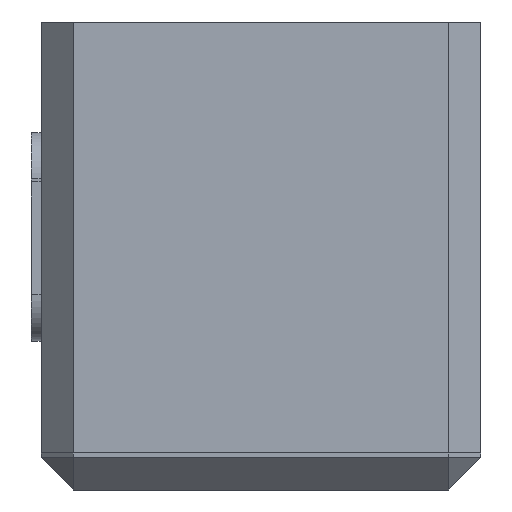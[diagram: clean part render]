
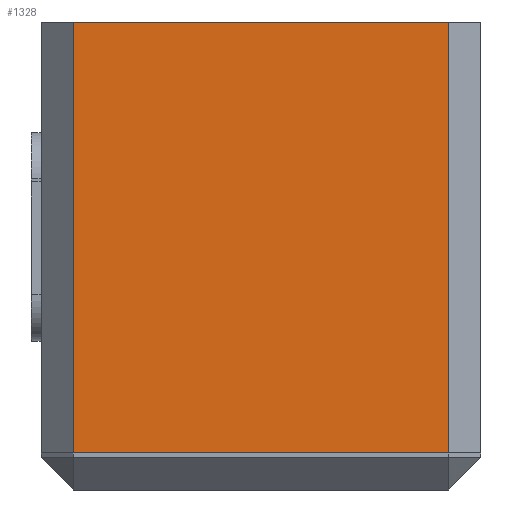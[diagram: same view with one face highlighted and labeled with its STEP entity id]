
A CAD part, left-side view. The second image highlights one B-rep face of the part: STEP entity #1328.
In plain terms, the highlighted planar face has unit normal (-1, 0, 0).
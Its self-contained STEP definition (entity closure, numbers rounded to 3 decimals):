
#555 = EDGE_CURVE('',#556,#558,#560,.T.);
#556 = VERTEX_POINT('',#557);
#557 = CARTESIAN_POINT('',(-17.312,7.574,1.5));
#558 = VERTEX_POINT('',#559);
#559 = CARTESIAN_POINT('',(-17.312,-7.574,1.5));
#560 = LINE('',#561,#562);
#561 = CARTESIAN_POINT('',(-17.312,8.874,1.5));
#562 = VECTOR('',#563,1.);
#563 = DIRECTION('',(0.,-1.,0.));
#1328 = ADVANCED_FACE('',(#1329),#1354,.F.);
#1329 = FACE_BOUND('',#1330,.F.);
#1330 = EDGE_LOOP('',(#1331,#1332,#1340,#1348));
#1331 = ORIENTED_EDGE('',*,*,#555,.F.);
#1332 = ORIENTED_EDGE('',*,*,#1333,.T.);
#1333 = EDGE_CURVE('',#556,#1334,#1336,.T.);
#1334 = VERTEX_POINT('',#1335);
#1335 = CARTESIAN_POINT('',(-17.312,7.574,18.9));
#1336 = LINE('',#1337,#1338);
#1337 = CARTESIAN_POINT('',(-17.312,7.574,1.5));
#1338 = VECTOR('',#1339,1.);
#1339 = DIRECTION('',(0.,0.,1.));
#1340 = ORIENTED_EDGE('',*,*,#1341,.T.);
#1341 = EDGE_CURVE('',#1334,#1342,#1344,.T.);
#1342 = VERTEX_POINT('',#1343);
#1343 = CARTESIAN_POINT('',(-17.312,-7.574,18.9));
#1344 = LINE('',#1345,#1346);
#1345 = CARTESIAN_POINT('',(-17.312,8.874,18.9));
#1346 = VECTOR('',#1347,1.);
#1347 = DIRECTION('',(0.,-1.,0.));
#1348 = ORIENTED_EDGE('',*,*,#1349,.F.);
#1349 = EDGE_CURVE('',#558,#1342,#1350,.T.);
#1350 = LINE('',#1351,#1352);
#1351 = CARTESIAN_POINT('',(-17.312,-7.574,1.5));
#1352 = VECTOR('',#1353,1.);
#1353 = DIRECTION('',(0.,0.,1.));
#1354 = PLANE('',#1355);
#1355 = AXIS2_PLACEMENT_3D('',#1356,#1357,#1358);
#1356 = CARTESIAN_POINT('',(-17.312,8.874,1.5));
#1357 = DIRECTION('',(1.,0.,0.));
#1358 = DIRECTION('',(0.,-1.,0.));
